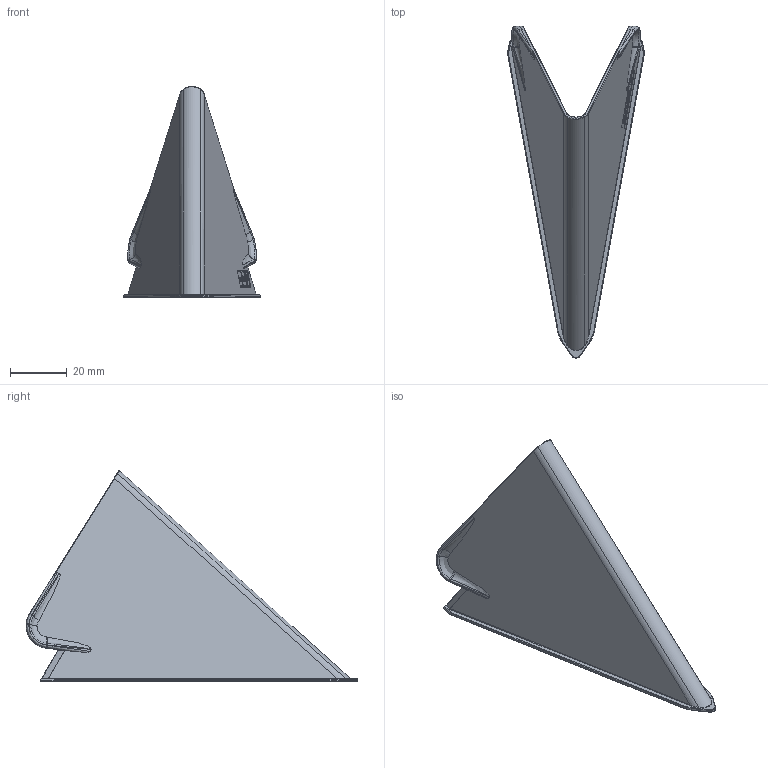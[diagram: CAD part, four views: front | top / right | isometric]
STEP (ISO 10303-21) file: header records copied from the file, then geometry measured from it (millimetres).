
FILE_DESCRIPTION (( 'STEP AP203' ), '1' );
FILE_NAME ('837001.step', '2023-06-13T19:09:26', ( '' ), ( '' ), 'SwSTEP 2.0', 'SolidWorks 2021', '' );
FILE_SCHEMA (( 'CONFIG_CONTROL_DESIGN' ));
Length unit declared in the file: inch
Products named in the file (1): 837001
Bounding box: 48.38 x 117.35 x 74.53 mm (x, y, z)
Volume: 12112.7 mm3; surface area: 20930.2 mm2
Topology: 1 solids, 1 shells, 943 faces, 2676 edges, 1752 vertices
Faces by surface type: plane 767, cylinder 106, bspline 67, cone 3
Entity records: 32508 total; most frequent: CARTESIAN_POINT 8405, ORIENTED_EDGE 5348, DIRECTION 4443, EDGE_CURVE 2674, VECTOR 2359, LINE 2359, VERTEX_POINT 1752, AXIS2_PLACEMENT_3D 1042
